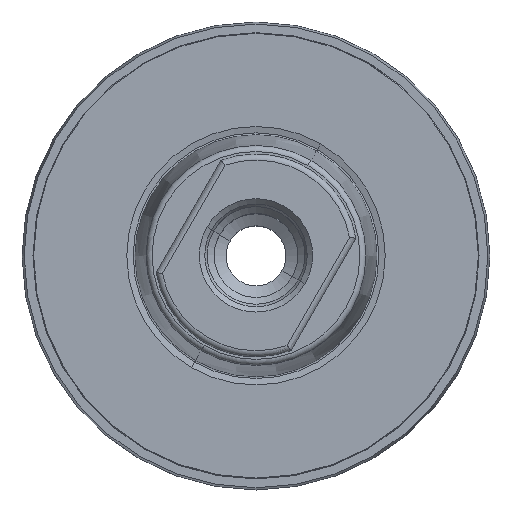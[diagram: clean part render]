
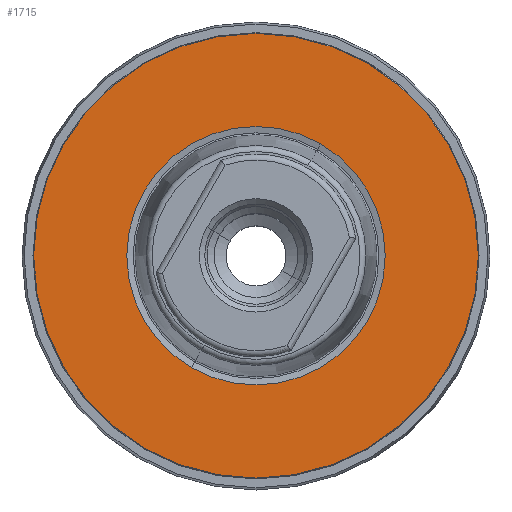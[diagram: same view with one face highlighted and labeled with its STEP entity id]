
A CAD part, top view. The second image highlights one B-rep face of the part: STEP entity #1715.
In plain terms, the highlighted planar face has unit normal (0, 0, 1).
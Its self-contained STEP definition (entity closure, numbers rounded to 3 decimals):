
#510=CARTESIAN_POINT('',(0.,0.,0.));
#511=DIRECTION('',(0.,0.,-1.));
#512=DIRECTION('',(-0.5,-0.866,0.));
#513=AXIS2_PLACEMENT_3D('',#510,#511,#512);
#532=CARTESIAN_POINT('',(0.,0.,0.));
#533=DIRECTION('',(0.,0.,1.));
#534=DIRECTION('',(-0.5,-0.866,0.));
#535=AXIS2_PLACEMENT_3D('',#532,#533,#534);
#540=CARTESIAN_POINT('',(0.,0.,0.));
#541=DIRECTION('',(0.,0.,-1.));
#542=DIRECTION('',(0.,1.,0.));
#543=AXIS2_PLACEMENT_3D('',#540,#541,#542);
#548=CARTESIAN_POINT('',(0.,0.,0.));
#549=DIRECTION('',(0.,0.,-1.));
#550=DIRECTION('',(0.,-1.,0.));
#551=AXIS2_PLACEMENT_3D('',#548,#549,#550);
#1053=CARTESIAN_POINT('',(-5.388,-9.332,0.));
#1055=VERTEX_POINT('',#1053);
#1063=CARTESIAN_POINT('',(5.388,9.332,0.));
#1065=VERTEX_POINT('',#1063);
#1163=CARTESIAN_POINT('',(0.,18.542,0.));
#1164=VERTEX_POINT('',#1163);
#1165=CARTESIAN_POINT('',(0.,-18.542,0.));
#1166=VERTEX_POINT('',#1165);
#1700=CARTESIAN_POINT('',(0.,0.,0.));
#1701=DIRECTION('',(0.,0.,-1.));
#1702=DIRECTION('',(0.5,0.866,0.));
#1703=AXIS2_PLACEMENT_3D('',#1700,#1701,#1702);
#1704=PLANE('',#1703);
#1706=ORIENTED_EDGE('',*,*,#1705,.T.);
#1708=ORIENTED_EDGE('',*,*,#1707,.T.);
#1709=EDGE_LOOP('',(#1706,#1708));
#1710=FACE_OUTER_BOUND('',#1709,.F.);
#1711=ORIENTED_EDGE('',*,*,#1679,.F.);
#1712=ORIENTED_EDGE('',*,*,#1695,.T.);
#1713=EDGE_LOOP('',(#1711,#1712));
#1714=FACE_BOUND('',#1713,.F.);
#514=CIRCLE('',#513,10.776);
#536=CIRCLE('',#535,10.776);
#544=CIRCLE('',#543,18.542);
#552=CIRCLE('',#551,18.542);
#1679=EDGE_CURVE('',#1055,#1065,#514,.T.);
#1695=EDGE_CURVE('',#1055,#1065,#536,.T.);
#1705=EDGE_CURVE('',#1164,#1166,#544,.T.);
#1707=EDGE_CURVE('',#1166,#1164,#552,.T.);
#1715=ADVANCED_FACE('',(#1710,#1714),#1704,.F.);
